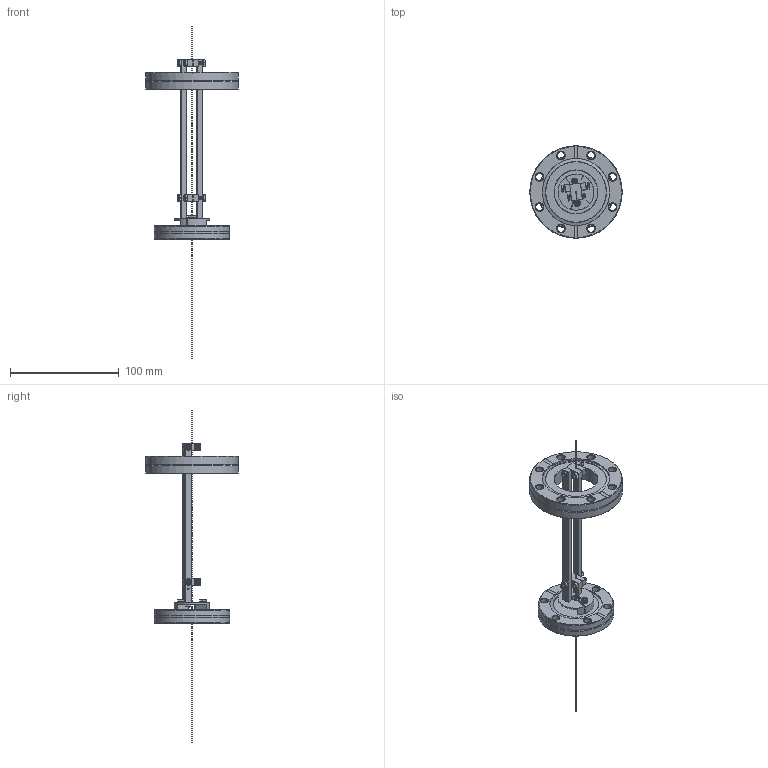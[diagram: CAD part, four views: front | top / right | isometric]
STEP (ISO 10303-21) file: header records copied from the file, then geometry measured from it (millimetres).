
FILE_DESCRIPTION(/* description */ (''),/* implementation_level */ '2;1');
FILE_NAME(/* name */ 'boil-2.stp',/* time_stamp */ '2023-04-29T23:08:38-04:00',/* author */ ('Fujitsu'),/* organization */ (''),/* preprocessor_version */ 'ST-DEVELOPER v19.2',/* originating_system */ 'Autodesk Inventor 2024',/* authorisation */ '');
FILE_SCHEMA (('AUTOMOTIVE_DESIGN { 1 0 10303 214 3 1 1 }'));
Products named in the file (8): boil-2; 1; 8988K491_304 Stainless Steel Tubing; tab4; rod(6-32); clamp(6-32)-th; 90841A120_Cleaned and Bagged 18-8 Stainless Steel Vented Socket Head 
Screw; 1_1
Assembly tree (18 placements, depth 2):
  boil-2
    1
    8988K491_304 Stainless Steel Tubing
    tab4
    rod(6-32)  x2
    clamp(6-32)-th  x2
    90841A120_Cleaned and Bagged 18-8 Stainless Steel Vented Socket Head 
Screw  x10
    1_1
Bounding box: 84.84 x 84.84 x 304.8 mm (x, y, z)
Volume: 115910.6 mm3; surface area: 47653.9 mm2
Topology: 18 solids, 18 shells, 3241 faces, 9287 edges, 6117 vertices
Faces by surface type: cylinder 1650, plane 1387, cone 161, bspline 40, torus 3
Full cylindrical faces by diameter (mm): 0.508 x1, 0.914 x1, 1.016 x15, 2.474 x150, 2.642 x6, 3.302 x2, 3.505 x160, 3.797 x6, 3.81 x4, 5.367 x12, 5.453 x10, 6.731 x6, 6.792 x8, 39.878 x1, 48.26 x3, 61.722 x1, 69.088 x2, 84.836 x2
Entity records: 20432 total; most frequent: CARTESIAN_POINT 8203, ORIENTED_EDGE 2588, DIRECTION 2402, EDGE_CURVE 1294, AXIS2_PLACEMENT_3D 909, VERTEX_POINT 849, LINE 584, VECTOR 584
